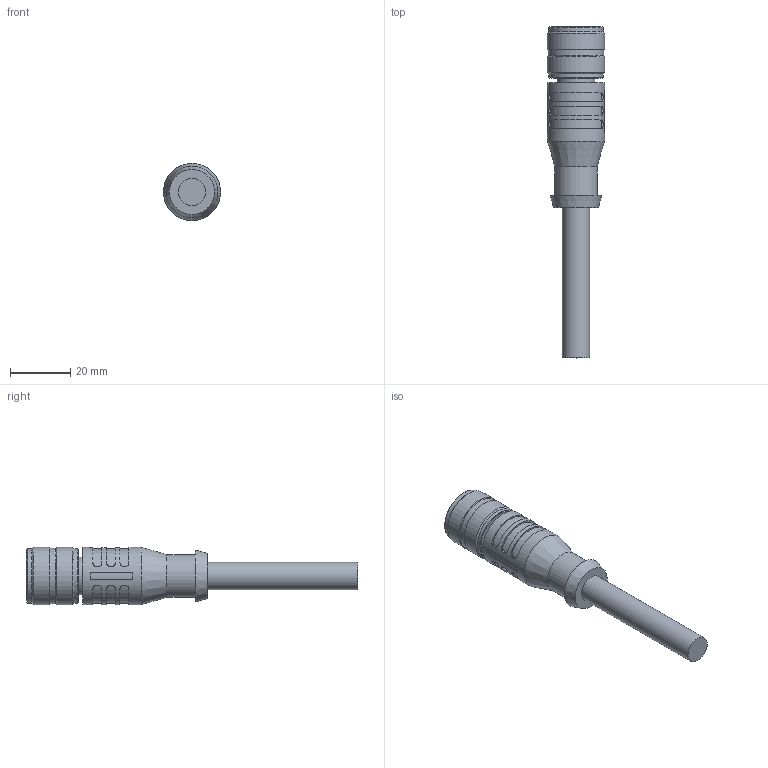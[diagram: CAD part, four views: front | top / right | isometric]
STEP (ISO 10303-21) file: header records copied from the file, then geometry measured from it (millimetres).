
FILE_DESCRIPTION (( 'STEP AP203' ), '1' );
FILE_NAME ('DNK6-¡ÁP00.STEP', '2022-10-18T03:54:28', ( '' ), ( '' ), 'SwSTEP 2.0', 'SolidWorks 2017', '' );
FILE_SCHEMA (( 'CONFIG_CONTROL_DESIGN' ));
Length unit declared in the file: millimetre
Products named in the file (1): DNK6-℅P00
Bounding box: 19 x 110.3 x 19 mm (x, y, z)
Volume: 16964.6 mm3; surface area: 7087 mm2
Topology: 1 solids, 1 shells, 157 faces, 383 edges, 252 vertices
Faces by surface type: plane 83, cylinder 59, cone 9, torus 4, bspline 2
Full cylindrical faces by diameter (mm): 1.5 x6, 2 x6, 9.055 x1, 12.6 x1, 12.7 x1, 14.2 x1, 14.4 x1, 17 x1, 18 x2, 18.5 x1, 19 x3
Entity records: 5966 total; most frequent: CARTESIAN_POINT 2423, DIRECTION 735, ORIENTED_EDGE 650, EDGE_CURVE 325, AXIS2_PLACEMENT_3D 293, VERTEX_POINT 233, EDGE_LOOP 222, FACE_OUTER_BOUND 185
